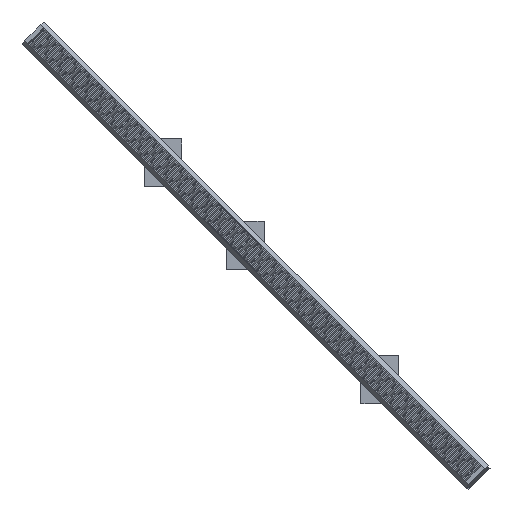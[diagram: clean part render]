
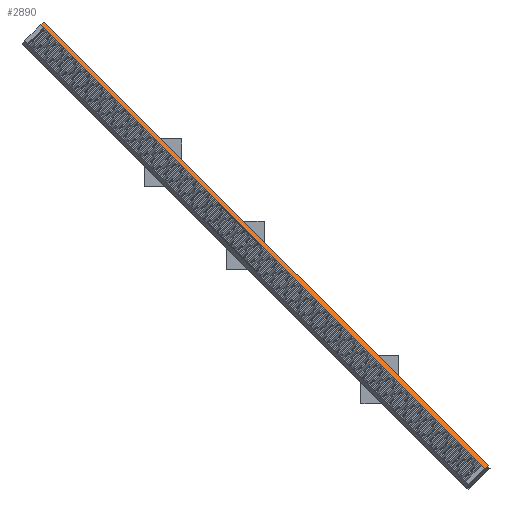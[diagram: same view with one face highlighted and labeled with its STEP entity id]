
A CAD part, top view. The second image highlights one B-rep face of the part: STEP entity #2890.
In plain terms, the highlighted face is planar.
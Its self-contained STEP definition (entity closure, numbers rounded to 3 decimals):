
#258 = VECTOR ( 'NONE', #8321, 1000. ) ;
#473 = CARTESIAN_POINT ( 'NONE',  ( -10.6, 8.6, 230. ) ) ;
#478 = LINE ( 'NONE', #9368, #12949 ) ;
#579 = DIRECTION ( 'NONE',  ( -0.707, 0.707, 0. ) ) ;
#592 = ORIENTED_EDGE ( 'NONE', *, *, #11236, .F. ) ;
#802 = DIRECTION ( 'NONE',  ( 0., 0., -1. ) ) ;
#907 = DIRECTION ( 'NONE',  ( -0.707, -0.707, 0. ) ) ;
#1537 = CARTESIAN_POINT ( 'NONE',  ( -7.8, 11.4, -110. ) ) ;
#2382 = CARTESIAN_POINT ( 'NONE',  ( -10.6, 8.6, 230. ) ) ;
#2890 = ADVANCED_FACE ( 'NONE', ( #14425 ), #5978, .T. ) ;
#4177 = CARTESIAN_POINT ( 'NONE',  ( -7.8, 11.4, 320. ) ) ;
#4995 = CARTESIAN_POINT ( 'NONE',  ( -7.8, 11.4, 230. ) ) ;
#5379 = ORIENTED_EDGE ( 'NONE', *, *, #10490, .T. ) ;
#5978 = PLANE ( 'NONE',  #12307 ) ;
#6389 = CARTESIAN_POINT ( 'NONE',  ( -10.6, 8.6, -110. ) ) ;
#7459 = DIRECTION ( 'NONE',  ( -0.707, -0.707, 0. ) ) ;
#7873 = ORIENTED_EDGE ( 'NONE', *, *, #18760, .T. ) ;
#8321 = DIRECTION ( 'NONE',  ( -0.707, -0.707, 0. ) ) ;
#8437 = LINE ( 'NONE', #21825, #258 ) ;
#8489 = LINE ( 'NONE', #4995, #20377 ) ;
#9368 = CARTESIAN_POINT ( 'NONE',  ( -10.6, 8.6, -110. ) ) ;
#10490 = EDGE_CURVE ( 'NONE', #17549, #13594, #8489, .T. ) ;
#11236 = EDGE_CURVE ( 'NONE', #17549, #18126, #8437, .T. ) ;
#12307 = AXIS2_PLACEMENT_3D ( 'NONE', #473, #579, #907 ) ;
#12949 = VECTOR ( 'NONE', #7459, 1000. ) ;
#13594 = VERTEX_POINT ( 'NONE', #1537 ) ;
#13774 = DIRECTION ( 'NONE',  ( 0., 0., -1. ) ) ;
#13889 = EDGE_LOOP ( 'NONE', ( #5379, #7873, #16888, #592 ) ) ;
#14101 = VECTOR ( 'NONE', #802, 1000. ) ;
#14425 = FACE_OUTER_BOUND ( 'NONE', #13889, .T. ) ;
#16238 = LINE ( 'NONE', #2382, #14101 ) ;
#16343 = VERTEX_POINT ( 'NONE', #6389 ) ;
#16652 = CARTESIAN_POINT ( 'NONE',  ( -10.6, 8.6, 320. ) ) ;
#16888 = ORIENTED_EDGE ( 'NONE', *, *, #17577, .F. ) ;
#17549 = VERTEX_POINT ( 'NONE', #4177 ) ;
#17577 = EDGE_CURVE ( 'NONE', #18126, #16343, #16238, .T. ) ;
#18126 = VERTEX_POINT ( 'NONE', #16652 ) ;
#18760 = EDGE_CURVE ( 'NONE', #13594, #16343, #478, .T. ) ;
#20377 = VECTOR ( 'NONE', #13774, 1000. ) ;
#21825 = CARTESIAN_POINT ( 'NONE',  ( -10.6, 8.6, 320. ) ) ;
